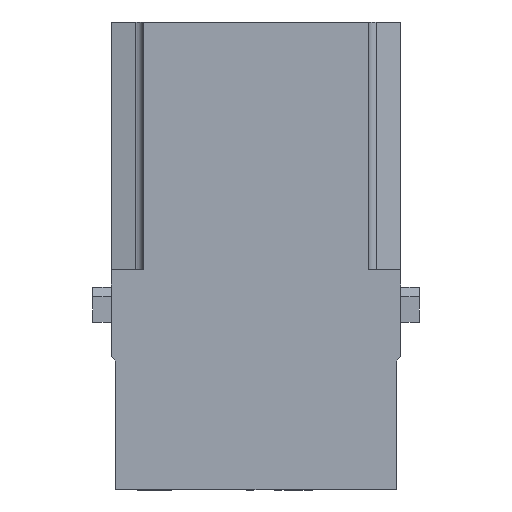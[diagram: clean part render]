
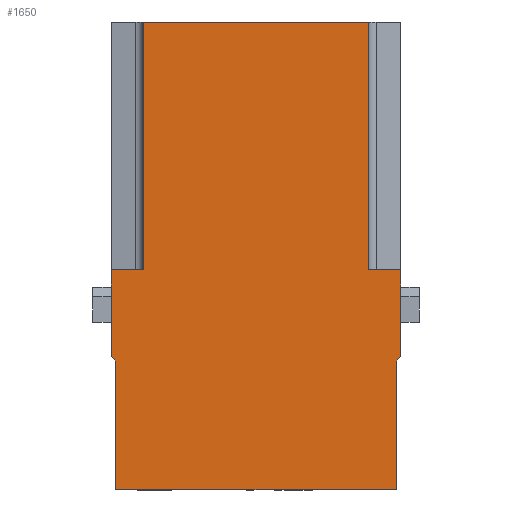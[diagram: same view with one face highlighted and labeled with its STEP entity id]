
A CAD part, left-side view. The second image highlights one B-rep face of the part: STEP entity #1650.
In plain terms, the highlighted planar face has unit normal (-1, 0, 0).
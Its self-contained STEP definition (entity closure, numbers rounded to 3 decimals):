
#1650=ADVANCED_FACE('',(#2172),#1932,.T.);
#1932=PLANE('',#7117);
#2172=FACE_OUTER_BOUND('',#2512,.T.);
#2512=EDGE_LOOP('',(#3409,#3410,#3411,#3412,#3413,#3414,#3415,#3416,#3417,
#3418,#3419,#3420));
#3409=ORIENTED_EDGE('',*,*,#4794,.F.);
#3410=ORIENTED_EDGE('',*,*,#4790,.F.);
#3411=ORIENTED_EDGE('',*,*,#5216,.T.);
#3412=ORIENTED_EDGE('',*,*,#5144,.T.);
#3413=ORIENTED_EDGE('',*,*,#5061,.T.);
#3414=ORIENTED_EDGE('',*,*,#5125,.T.);
#3415=ORIENTED_EDGE('',*,*,#5217,.F.);
#3416=ORIENTED_EDGE('',*,*,#5124,.T.);
#3417=ORIENTED_EDGE('',*,*,#5114,.T.);
#3418=ORIENTED_EDGE('',*,*,#5116,.T.);
#3419=ORIENTED_EDGE('',*,*,#5218,.T.);
#3420=ORIENTED_EDGE('',*,*,#5215,.F.);
#4264=VERTEX_POINT('',#8758);
#4265=VERTEX_POINT('',#8759);
#4268=VERTEX_POINT('',#8767);
#4488=VERTEX_POINT('',#9525);
#4490=VERTEX_POINT('',#9528);
#4524=VERTEX_POINT('',#9629);
#4527=VERTEX_POINT('',#9635);
#4528=VERTEX_POINT('',#9639);
#4532=VERTEX_POINT('',#9654);
#4533=VERTEX_POINT('',#9658);
#4543=VERTEX_POINT('',#9692);
#4592=VERTEX_POINT('',#9841);
#4790=EDGE_CURVE('',#4264,#4265,#5558,.T.);
#4794=EDGE_CURVE('',#4265,#4268,#5562,.T.);
#5061=EDGE_CURVE('',#4490,#4488,#5741,.T.);
#5114=EDGE_CURVE('',#4524,#4527,#5790,.T.);
#5116=EDGE_CURVE('',#4527,#4528,#5792,.T.);
#5124=EDGE_CURVE('',#4532,#4524,#5799,.T.);
#5125=EDGE_CURVE('',#4488,#4533,#5800,.T.);
#5144=EDGE_CURVE('',#4543,#4490,#5816,.T.);
#5215=EDGE_CURVE('',#4268,#4592,#5867,.T.);
#5216=EDGE_CURVE('',#4264,#4543,#5868,.T.);
#5217=EDGE_CURVE('',#4532,#4533,#5869,.T.);
#5218=EDGE_CURVE('',#4528,#4592,#5870,.T.);
#5558=LINE('',#8757,#6127);
#5562=LINE('',#8766,#6131);
#5741=LINE('',#9527,#6310);
#5790=LINE('',#9636,#6359);
#5792=LINE('',#9640,#6361);
#5799=LINE('',#9655,#6368);
#5800=LINE('',#9657,#6369);
#5816=LINE('',#9694,#6385);
#5867=LINE('',#9842,#6436);
#5868=LINE('',#9844,#6437);
#5869=LINE('',#9845,#6438);
#5870=LINE('',#9846,#6439);
#6127=VECTOR('',#7324,1.);
#6131=VECTOR('',#7330,1.);
#6310=VECTOR('',#7761,1.);
#6359=VECTOR('',#7854,1.);
#6361=VECTOR('',#7858,1.);
#6368=VECTOR('',#7873,1.);
#6369=VECTOR('',#7876,1.);
#6385=VECTOR('',#7912,1.);
#6436=VECTOR('',#8059,1.);
#6437=VECTOR('',#8062,1.);
#6438=VECTOR('',#8063,1.);
#6439=VECTOR('',#8064,1.);
#7117=AXIS2_PLACEMENT_3D('',#9847,#8065,#8066);
#7324=DIRECTION('',(0.,0.,-1.));
#7330=DIRECTION('',(0.,1.,0.));
#7761=DIRECTION('',(0.,1.,0.));
#7854=DIRECTION('',(0.,1.,0.));
#7858=DIRECTION('',(0.,0.,-1.));
#7873=DIRECTION('',(0.,0.,-1.));
#7876=DIRECTION('',(0.,0.,1.));
#7912=DIRECTION('',(0.,0.,1.));
#8059=DIRECTION('',(0.,0.,1.));
#8062=DIRECTION('',(0.,-0.707,0.707));
#8063=DIRECTION('',(0.,-1.,0.));
#8064=DIRECTION('',(0.,-0.707,-0.707));
#8065=DIRECTION('',(-1.,0.,0.));
#8066=DIRECTION('',(0.,0.,1.));
#8757=CARTESIAN_POINT('',(-7.35,-14.7,-3.05));
#8758=CARTESIAN_POINT('',(-7.35,-14.7,-4.05));
#8759=CARTESIAN_POINT('',(-7.35,-14.7,-17.55));
#8766=CARTESIAN_POINT('',(-7.35,15.435,-17.55));
#8767=CARTESIAN_POINT('',(-7.35,14.7,-17.55));
#9525=CARTESIAN_POINT('',(-7.35,-11.8,5.5));
#9527=CARTESIAN_POINT('',(-7.35,-15.15,5.5));
#9528=CARTESIAN_POINT('',(-7.35,-15.15,5.5));
#9629=CARTESIAN_POINT('',(-7.35,11.8,5.5));
#9635=CARTESIAN_POINT('',(-7.35,15.15,5.5));
#9636=CARTESIAN_POINT('',(-7.35,11.8,5.5));
#9639=CARTESIAN_POINT('',(-7.35,15.15,-3.6));
#9640=CARTESIAN_POINT('',(-7.35,15.15,5.5));
#9654=CARTESIAN_POINT('',(-7.35,11.8,31.45));
#9655=CARTESIAN_POINT('',(-7.35,11.8,29.584));
#9657=CARTESIAN_POINT('',(-7.35,-11.8,5.5));
#9658=CARTESIAN_POINT('',(-7.35,-11.8,31.45));
#9692=CARTESIAN_POINT('',(-7.35,-15.15,-3.6));
#9694=CARTESIAN_POINT('',(-7.35,-15.15,-3.6));
#9841=CARTESIAN_POINT('',(-7.35,14.7,-4.05));
#9842=CARTESIAN_POINT('',(-7.35,14.7,-3.05));
#9844=CARTESIAN_POINT('',(-7.35,-14.7,-4.05));
#9845=CARTESIAN_POINT('',(-7.35,-15.45,31.45));
#9846=CARTESIAN_POINT('',(-7.35,15.15,-3.6));
#9847=CARTESIAN_POINT('',(-7.35,-15.45,-15.15));
